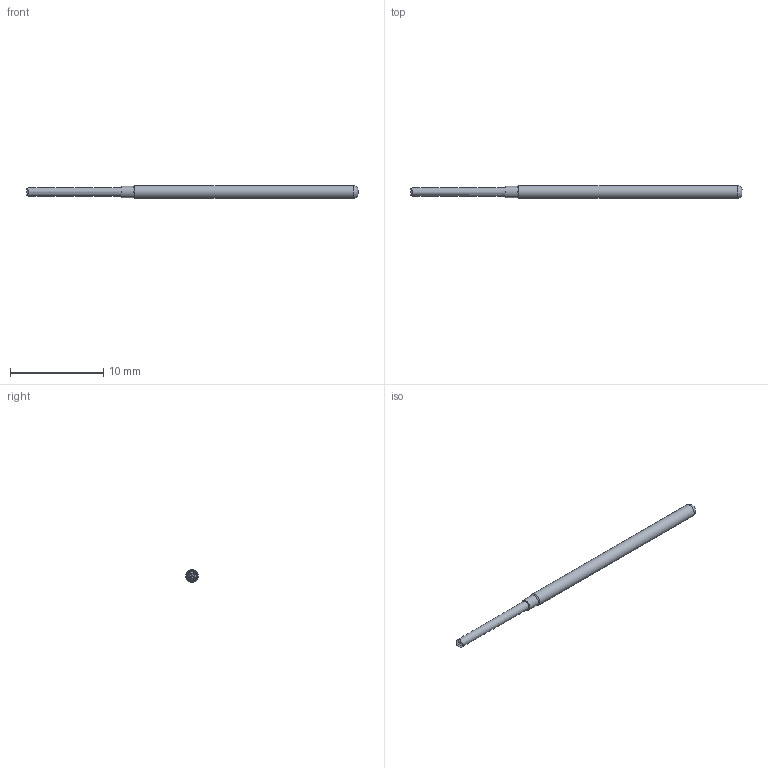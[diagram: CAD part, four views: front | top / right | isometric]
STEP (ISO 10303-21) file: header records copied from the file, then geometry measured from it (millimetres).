
FILE_DESCRIPTION (( 'STEP AP214' ), '1' );
FILE_NAME ('100-4049.STEP', '2023-12-21T18:28:48', ( '' ), ( '' ), 'SwSTEP 2.0', 'SolidWorks 2023', '' );
FILE_SCHEMA (( 'AUTOMOTIVE_DESIGN' ));
Length unit declared in the file: inch
Products named in the file (1): 100-4049
Bounding box: 35.65 x 1.37 x 1.37 mm (x, y, z)
Volume: 43.6 mm3; surface area: 140 mm2
Topology: 1 solids, 1 shells, 45 faces, 120 edges, 79 vertices
Faces by surface type: plane 40, cylinder 2, cone 2, torus 1
Full cylindrical faces by diameter (mm): 1.219 x1, 1.367 x1
Entity records: 1369 total; most frequent: CARTESIAN_POINT 250, ORIENTED_EDGE 228, DIRECTION 208, EDGE_CURVE 114, LINE 104, VECTOR 104, VERTEX_POINT 78, EDGE_LOOP 52
